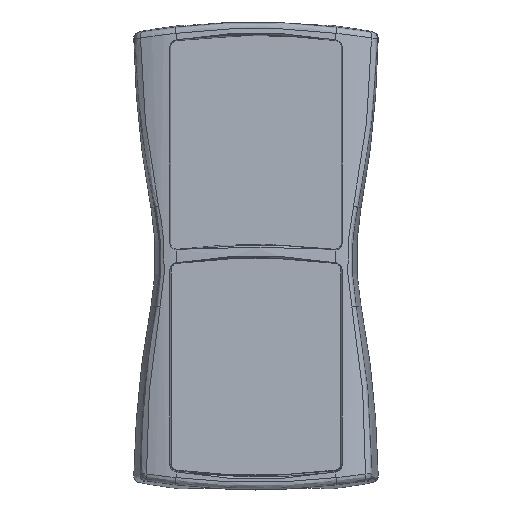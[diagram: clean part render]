
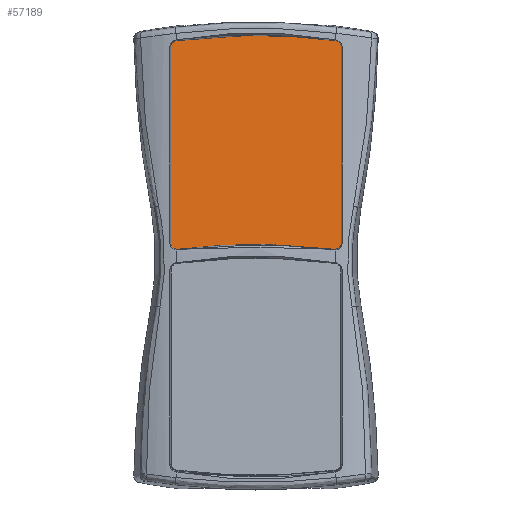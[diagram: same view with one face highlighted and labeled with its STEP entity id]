
A CAD part, top view. The second image highlights one B-rep face of the part: STEP entity #57189.
In plain terms, the highlighted face is planar.
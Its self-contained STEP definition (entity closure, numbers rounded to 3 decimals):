
#57052=CARTESIAN_POINT('',(0.,-0.35,-12.524));
#57053=DIRECTION('',(0.,-0.087,-0.996));
#57054=DIRECTION('',(-1.0,0.0,0.0));
#57055=AXIS2_PLACEMENT_3D('',#57052,#57053,#57054);
#57056=PLANE('',#57055);
#57057=CARTESIAN_POINT('',(-23.75,-64.619,-6.902));
#57058=VERTEX_POINT('',#57057);
#57059=CARTESIAN_POINT('',(-25.5,-62.642,-7.075));
#57060=VERTEX_POINT('',#57059);
#57061=CARTESIAN_POINT('',(-23.75,-64.619,-6.902));
#57062=CARTESIAN_POINT('',(-24.01,-64.585,-6.904));
#57063=CARTESIAN_POINT('',(-24.26,-64.499,-6.912));
#57064=CARTESIAN_POINT('',(-24.488,-64.37,-6.923));
#57065=CARTESIAN_POINT('',(-24.715,-64.24,-6.935));
#57066=CARTESIAN_POINT('',(-24.916,-64.069,-6.95));
#57067=CARTESIAN_POINT('',(-25.078,-63.865,-6.968));
#57068=CARTESIAN_POINT('',(-25.095,-63.842,-6.969));
#57069=CARTESIAN_POINT('',(-25.112,-63.82,-6.971));
#57070=CARTESIAN_POINT('',(-25.129,-63.797,-6.973));
#57071=CARTESIAN_POINT('',(-25.24,-63.641,-6.987));
#57072=CARTESIAN_POINT('',(-25.328,-63.47,-7.002));
#57073=CARTESIAN_POINT('',(-25.391,-63.288,-7.018));
#57074=CARTESIAN_POINT('',(-25.463,-63.08,-7.036));
#57075=CARTESIAN_POINT('',(-25.5,-62.861,-7.055));
#57076=CARTESIAN_POINT('',(-25.5,-62.642,-7.075));
#57077=B_SPLINE_CURVE_WITH_KNOTS('',3,(#57061,#57062,#57063,#57064,#57065,#57066,#57067,#57068,#57069,#57070,#57071,#57072,#57073,#57074,#57075,#57076),.UNSPECIFIED.,.F.,.U.,(4,3,3,3,3,4),(0.0,0.079,0.157,0.166,0.224,0.29),.UNSPECIFIED.);
#57078=EDGE_CURVE('',#57058,#57060,#57077,.T.);
#57079=ORIENTED_EDGE('',*,*,#57078,.T.);
#57080=CARTESIAN_POINT('',(-25.5,-4.342,-12.175));
#57081=VERTEX_POINT('',#57080);
#57082=CARTESIAN_POINT('',(-25.5,-4.342,-12.175));
#57083=DIRECTION('',(0.0,-0.996,0.087));
#57084=VECTOR('',#57083,58.522);
#57085=LINE('',#57082,#57084);
#57086=EDGE_CURVE('',#57081,#57060,#57085,.T.);
#57087=ORIENTED_EDGE('',*,*,#57086,.F.);
#57088=CARTESIAN_POINT('',(-23.279,-2.363,-12.348));
#57089=VERTEX_POINT('',#57088);
#57090=CARTESIAN_POINT('',(-25.5,-4.342,-12.175));
#57091=CARTESIAN_POINT('',(-25.5,-4.076,-12.198));
#57092=CARTESIAN_POINT('',(-25.447,-3.812,-12.222));
#57093=CARTESIAN_POINT('',(-25.345,-3.566,-12.243));
#57094=CARTESIAN_POINT('',(-25.324,-3.513,-12.248));
#57095=CARTESIAN_POINT('',(-25.3,-3.462,-12.252));
#57096=CARTESIAN_POINT('',(-25.274,-3.412,-12.257));
#57097=CARTESIAN_POINT('',(-25.18,-3.231,-12.272));
#57098=CARTESIAN_POINT('',(-25.059,-3.066,-12.287));
#57099=CARTESIAN_POINT('',(-24.914,-2.921,-12.299));
#57100=CARTESIAN_POINT('',(-24.832,-2.839,-12.307));
#57101=CARTESIAN_POINT('',(-24.742,-2.764,-12.313));
#57102=CARTESIAN_POINT('',(-24.646,-2.698,-12.319));
#57103=CARTESIAN_POINT('',(-24.533,-2.619,-12.326));
#57104=CARTESIAN_POINT('',(-24.41,-2.553,-12.332));
#57105=CARTESIAN_POINT('',(-24.281,-2.5,-12.337));
#57106=CARTESIAN_POINT('',(-24.124,-2.435,-12.342));
#57107=CARTESIAN_POINT('',(-23.959,-2.39,-12.346));
#57108=CARTESIAN_POINT('',(-23.79,-2.367,-12.348));
#57109=CARTESIAN_POINT('',(-23.621,-2.343,-12.35));
#57110=CARTESIAN_POINT('',(-23.449,-2.342,-12.35));
#57111=CARTESIAN_POINT('',(-23.279,-2.363,-12.348));
#57112=B_SPLINE_CURVE_WITH_KNOTS('',3,(#57090,#57091,#57092,#57093,#57094,#57095,#57096,#57097,#57098,#57099,#57100,#57101,#57102,#57103,#57104,#57105,#57106,#57107,#57108,#57109,#57110,#57111),.UNSPECIFIED.,.F.,.U.,(4,3,3,3,3,3,3,4),(0.0,0.08,0.097,0.159,0.194,0.236,0.287,0.338),.UNSPECIFIED.);
#57113=EDGE_CURVE('',#57081,#57089,#57112,.T.);
#57114=ORIENTED_EDGE('',*,*,#57113,.T.);
#57115=CARTESIAN_POINT('',(23.279,-2.363,-12.348));
#57116=VERTEX_POINT('',#57115);
#57117=CARTESIAN_POINT('',(0.0,185.45,-28.78));
#57118=DIRECTION('',(0.,-0.087,-0.996));
#57119=DIRECTION('',(0.,-0.996,0.087));
#57120=AXIS2_PLACEMENT_3D('',#57117,#57118,#57119);
#57121=ELLIPSE('',#57120,189.973,189.25);
#57122=EDGE_CURVE('',#57116,#57089,#57121,.T.);
#57123=ORIENTED_EDGE('',*,*,#57122,.F.);
#57124=CARTESIAN_POINT('',(25.5,-4.342,-12.175));
#57125=VERTEX_POINT('',#57124);
#57126=CARTESIAN_POINT('',(23.279,-2.363,-12.348));
#57127=CARTESIAN_POINT('',(23.536,-2.331,-12.351));
#57128=CARTESIAN_POINT('',(23.797,-2.35,-12.349));
#57129=CARTESIAN_POINT('',(24.046,-2.418,-12.344));
#57130=CARTESIAN_POINT('',(24.106,-2.434,-12.342));
#57131=CARTESIAN_POINT('',(24.165,-2.453,-12.34));
#57132=CARTESIAN_POINT('',(24.223,-2.475,-12.338));
#57133=CARTESIAN_POINT('',(24.403,-2.544,-12.333));
#57134=CARTESIAN_POINT('',(24.572,-2.638,-12.324));
#57135=CARTESIAN_POINT('',(24.725,-2.756,-12.314));
#57136=CARTESIAN_POINT('',(24.826,-2.833,-12.307));
#57137=CARTESIAN_POINT('',(24.92,-2.92,-12.299));
#57138=CARTESIAN_POINT('',(25.003,-3.016,-12.291));
#57139=CARTESIAN_POINT('',(25.087,-3.112,-12.283));
#57140=CARTESIAN_POINT('',(25.162,-3.216,-12.274));
#57141=CARTESIAN_POINT('',(25.226,-3.327,-12.264));
#57142=CARTESIAN_POINT('',(25.315,-3.48,-12.251));
#57143=CARTESIAN_POINT('',(25.383,-3.645,-12.236));
#57144=CARTESIAN_POINT('',(25.429,-3.816,-12.221));
#57145=CARTESIAN_POINT('',(25.476,-3.987,-12.206));
#57146=CARTESIAN_POINT('',(25.5,-4.164,-12.191));
#57147=CARTESIAN_POINT('',(25.5,-4.342,-12.175));
#57148=B_SPLINE_CURVE_WITH_KNOTS('',3,(#57126,#57127,#57128,#57129,#57130,#57131,#57132,#57133,#57134,#57135,#57136,#57137,#57138,#57139,#57140,#57141,#57142,#57143,#57144,#57145,#57146,#57147),.UNSPECIFIED.,.F.,.U.,(4,3,3,3,3,3,3,4),(0.0,0.078,0.096,0.154,0.193,0.231,0.285,0.338),.UNSPECIFIED.);
#57149=EDGE_CURVE('',#57116,#57125,#57148,.T.);
#57150=ORIENTED_EDGE('',*,*,#57149,.T.);
#57151=CARTESIAN_POINT('',(25.5,-62.642,-7.075));
#57152=VERTEX_POINT('',#57151);
#57153=CARTESIAN_POINT('',(25.5,-62.642,-7.075));
#57154=DIRECTION('',(0.,0.996,-0.087));
#57155=VECTOR('',#57154,58.522);
#57156=LINE('',#57153,#57155);
#57157=EDGE_CURVE('',#57152,#57125,#57156,.T.);
#57158=ORIENTED_EDGE('',*,*,#57157,.F.);
#57159=CARTESIAN_POINT('',(23.75,-64.619,-6.902));
#57160=VERTEX_POINT('',#57159);
#57161=CARTESIAN_POINT('',(25.5,-62.642,-7.075));
#57162=CARTESIAN_POINT('',(25.5,-62.9,-7.052));
#57163=CARTESIAN_POINT('',(25.447,-63.155,-7.03));
#57164=CARTESIAN_POINT('',(25.348,-63.394,-7.009));
#57165=CARTESIAN_POINT('',(25.249,-63.634,-6.988));
#57166=CARTESIAN_POINT('',(25.106,-63.853,-6.969));
#57167=CARTESIAN_POINT('',(24.924,-64.038,-6.952));
#57168=CARTESIAN_POINT('',(24.902,-64.061,-6.95));
#57169=CARTESIAN_POINT('',(24.88,-64.083,-6.948));
#57170=CARTESIAN_POINT('',(24.857,-64.104,-6.947));
#57171=CARTESIAN_POINT('',(24.717,-64.233,-6.935));
#57172=CARTESIAN_POINT('',(24.558,-64.341,-6.926));
#57173=CARTESIAN_POINT('',(24.387,-64.426,-6.918));
#57174=CARTESIAN_POINT('',(24.187,-64.525,-6.91));
#57175=CARTESIAN_POINT('',(23.971,-64.591,-6.904));
#57176=CARTESIAN_POINT('',(23.75,-64.619,-6.902));
#57177=B_SPLINE_CURVE_WITH_KNOTS('',3,(#57161,#57162,#57163,#57164,#57165,#57166,#57167,#57168,#57169,#57170,#57171,#57172,#57173,#57174,#57175,#57176),.UNSPECIFIED.,.F.,.U.,(4,3,3,3,3,4),(0.0,0.078,0.156,0.165,0.223,0.29),.UNSPECIFIED.);
#57178=EDGE_CURVE('',#57152,#57160,#57177,.T.);
#57179=ORIENTED_EDGE('',*,*,#57178,.T.);
#57180=CARTESIAN_POINT('',(0.0,118.85,-22.953));
#57181=DIRECTION('',(0.,0.087,0.996));
#57182=DIRECTION('',(0.,-0.996,0.087));
#57183=AXIS2_PLACEMENT_3D('',#57180,#57181,#57182);
#57184=ELLIPSE('',#57183,185.707,185.0);
#57185=EDGE_CURVE('',#57058,#57160,#57184,.T.);
#57186=ORIENTED_EDGE('',*,*,#57185,.F.);
#57187=EDGE_LOOP('',(#57079,#57087,#57114,#57123,#57150,#57158,#57179,#57186));
#57188=FACE_OUTER_BOUND('',#57187,.T.);
#57189=ADVANCED_FACE('',(#57188),#57056,.T.);
